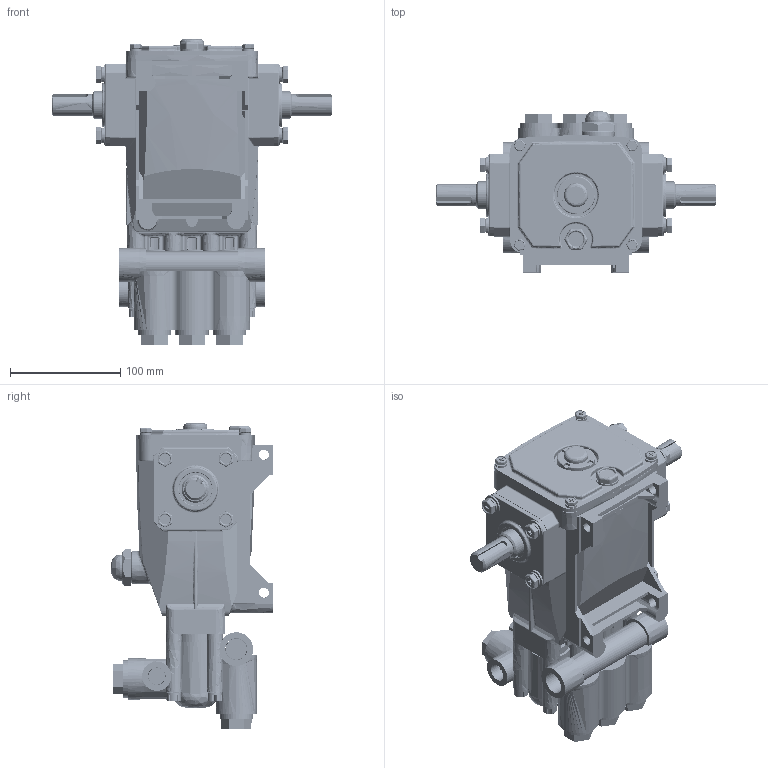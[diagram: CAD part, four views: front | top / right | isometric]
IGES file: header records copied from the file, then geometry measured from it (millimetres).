
Start section: SolidWorks IGES file using analytic representation for surfaces
Global section: file name: 5CP3120.IGS; native system: SolidWorks 2006 by SolidWorks Corporation; preprocessor: SolidWorks 2006 by SolidWorks Corporation; author: sal; date: 060508.131142; units: millimetre
Bounding box: 254 x 146.2 x 276.51 mm (x, y, z)
Surface area: 411223.1 mm2 (no closed solid volume)
Topology: 0 solids, 0 shells, 4929 faces, 58924 edges, 58879 vertices
Faces by surface type: bspline 3503, revolution 1426
